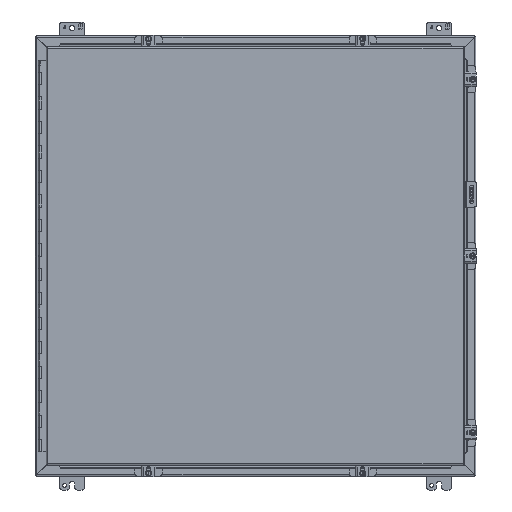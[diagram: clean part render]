
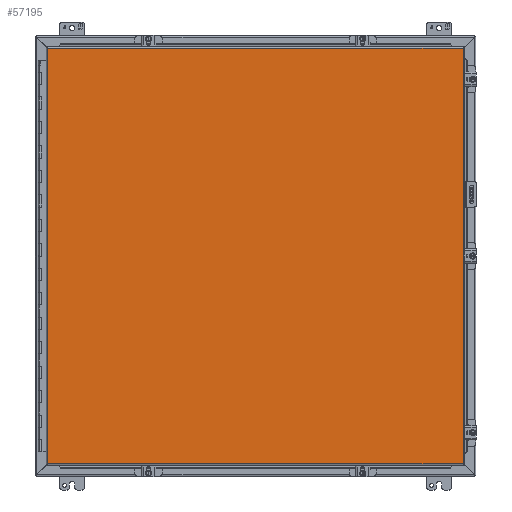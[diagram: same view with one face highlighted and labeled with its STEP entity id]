
A CAD part, front view. The second image highlights one B-rep face of the part: STEP entity #57195.
In plain terms, the highlighted planar face has unit normal (0, -1, 0).
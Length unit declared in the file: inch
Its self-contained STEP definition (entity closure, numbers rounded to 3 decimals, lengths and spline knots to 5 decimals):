
#676 = EDGE_CURVE ( 'NONE', #34063, #10956, #57540, .T. ) ;
#1501 = CARTESIAN_POINT ( 'NONE',  ( 16.955, -13.21, -16.9945 ) ) ;
#2310 = EDGE_CURVE ( 'NONE', #10956, #52478, #26587, .T. ) ;
#4630 = DIRECTION ( 'NONE',  ( 0., 0., -1. ) ) ;
#5786 = VECTOR ( 'NONE', #34886, 39.37008 ) ;
#8081 = DIRECTION ( 'NONE',  ( 0., 0., -1. ) ) ;
#8805 = FACE_OUTER_BOUND ( 'NONE', #54889, .T. ) ;
#10956 = VERTEX_POINT ( 'NONE', #29699 ) ;
#11430 = CARTESIAN_POINT ( 'NONE',  ( -17.017, -13.21, 16.9945 ) ) ;
#12144 = EDGE_CURVE ( 'NONE', #52478, #55388, #42541, .T. ) ;
#14943 = ORIENTED_EDGE ( 'NONE', *, *, #676, .F. ) ;
#15098 = VECTOR ( 'NONE', #4630, 39.37008 ) ;
#15280 = DIRECTION ( 'NONE',  ( -1., 0., 0. ) ) ;
#16542 = DIRECTION ( 'NONE',  ( 0., 0., 1. ) ) ;
#19397 = CARTESIAN_POINT ( 'NONE',  ( -17.017, -13.21, -16.9945 ) ) ;
#20253 = ORIENTED_EDGE ( 'NONE', *, *, #12144, .F. ) ;
#26018 = AXIS2_PLACEMENT_3D ( 'NONE', #19397, #30385, #8081 ) ;
#26587 = LINE ( 'NONE', #31196, #15098 ) ;
#26715 = VECTOR ( 'NONE', #15280, 39.37008 ) ;
#29699 = CARTESIAN_POINT ( 'NONE',  ( 16.955, -13.21, 16.9945 ) ) ;
#30385 = DIRECTION ( 'NONE',  ( 0., -1., 0. ) ) ;
#31196 = CARTESIAN_POINT ( 'NONE',  ( 16.955, -13.21, 16.9945 ) ) ;
#32132 = LINE ( 'NONE', #48422, #55025 ) ;
#34063 = VERTEX_POINT ( 'NONE', #11430 ) ;
#34886 = DIRECTION ( 'NONE',  ( 1., 0., 0. ) ) ;
#40513 = ORIENTED_EDGE ( 'NONE', *, *, #40722, .F. ) ;
#40722 = EDGE_CURVE ( 'NONE', #55388, #34063, #32132, .T. ) ;
#40986 = PLANE ( 'NONE',  #26018 ) ;
#41828 = CARTESIAN_POINT ( 'NONE',  ( 16.955, -13.21, -16.9945 ) ) ;
#42541 = LINE ( 'NONE', #41828, #26715 ) ;
#46567 = CARTESIAN_POINT ( 'NONE',  ( -17.017, -13.21, 16.9945 ) ) ;
#48422 = CARTESIAN_POINT ( 'NONE',  ( -17.017, -13.21, -16.9945 ) ) ;
#52478 = VERTEX_POINT ( 'NONE', #1501 ) ;
#54621 = CARTESIAN_POINT ( 'NONE',  ( -17.017, -13.21, -16.9945 ) ) ;
#54889 = EDGE_LOOP ( 'NONE', ( #56694, #14943, #40513, #20253 ) ) ;
#55025 = VECTOR ( 'NONE', #16542, 39.37008 ) ;
#55388 = VERTEX_POINT ( 'NONE', #54621 ) ;
#56694 = ORIENTED_EDGE ( 'NONE', *, *, #2310, .F. ) ;
#57195 = ADVANCED_FACE ( 'NONE', ( #8805 ), #40986, .T. ) ;
#57540 = LINE ( 'NONE', #46567, #5786 ) ;
